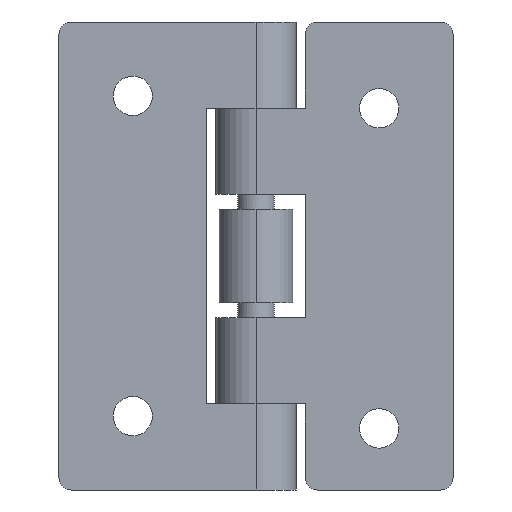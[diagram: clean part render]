
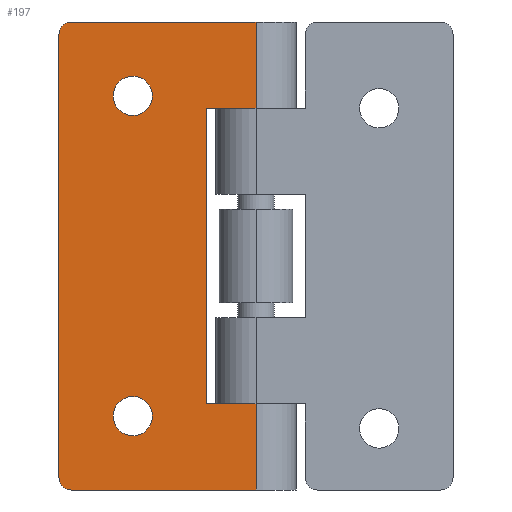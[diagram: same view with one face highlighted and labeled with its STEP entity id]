
A CAD part, front view. The second image highlights one B-rep face of the part: STEP entity #197.
In plain terms, the highlighted planar face has unit normal (0, -1, 0).
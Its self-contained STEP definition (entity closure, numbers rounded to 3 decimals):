
#32 = EDGE_CURVE ( 'NONE', #135, #134, #876, .T. ) ;
#34 = ORIENTED_EDGE ( 'NONE', *, *, #32, .T. ) ;
#35 = ORIENTED_EDGE ( 'NONE', *, *, #133, .T. ) ;
#40 = VERTEX_POINT ( 'NONE', #871 ) ;
#41 = VERTEX_POINT ( 'NONE', #870 ) ;
#76 = EDGE_LOOP ( 'NONE', ( #411, #264, #280, #267, #250, #413, #249, #193, #187, #194 ) ) ;
#77 = EDGE_CURVE ( 'NONE', #105, #211, #905, .T. ) ;
#93 = VERTEX_POINT ( 'NONE', #916 ) ;
#94 = VERTEX_POINT ( 'NONE', #915 ) ;
#105 = VERTEX_POINT ( 'NONE', #951 ) ;
#133 = EDGE_CURVE ( 'NONE', #134, #135, #1118, .T. ) ;
#134 = VERTEX_POINT ( 'NONE', #1113 ) ;
#135 = VERTEX_POINT ( 'NONE', #1112 ) ;
#138 = EDGE_CURVE ( 'NONE', #93, #94, #1111, .T. ) ;
#149 = VERTEX_POINT ( 'NONE', #1017 ) ;
#179 = EDGE_CURVE ( 'NONE', #370, #40, #1094, .T. ) ;
#187 = ORIENTED_EDGE ( 'NONE', *, *, #278, .F. ) ;
#188 = EDGE_LOOP ( 'NONE', ( #34, #35 ) ) ;
#192 = EDGE_CURVE ( 'NONE', #282, #149, #1068, .T. ) ;
#193 = ORIENTED_EDGE ( 'NONE', *, *, #77, .F. ) ;
#194 = ORIENTED_EDGE ( 'NONE', *, *, #409, .T. ) ;
#197 = ADVANCED_FACE ( 'NONE', ( #1158, #1157, #1156 ), #1155, .F. ) ;
#198 = EDGE_LOOP ( 'NONE', ( #360, #362 ) ) ;
#209 = VERTEX_POINT ( 'NONE', #1138 ) ;
#211 = VERTEX_POINT ( 'NONE', #1136 ) ;
#249 = ORIENTED_EDGE ( 'NONE', *, *, #281, .T. ) ;
#250 = ORIENTED_EDGE ( 'NONE', *, *, #192, .T. ) ;
#264 = ORIENTED_EDGE ( 'NONE', *, *, #179, .T. ) ;
#267 = ORIENTED_EDGE ( 'NONE', *, *, #357, .F. ) ;
#268 = VERTEX_POINT ( 'NONE', #2536 ) ;
#278 = EDGE_CURVE ( 'NONE', #209, #105, #2405, .T. ) ;
#280 = ORIENTED_EDGE ( 'NONE', *, *, #284, .T. ) ;
#281 = EDGE_CURVE ( 'NONE', #348, #211, #2401, .T. ) ;
#282 = VERTEX_POINT ( 'NONE', #2397 ) ;
#284 = EDGE_CURVE ( 'NONE', #40, #41, #2396, .T. ) ;
#348 = VERTEX_POINT ( 'NONE', #2518 ) ;
#357 = EDGE_CURVE ( 'NONE', #282, #41, #2507, .T. ) ;
#360 = ORIENTED_EDGE ( 'NONE', *, *, #361, .T. ) ;
#361 = EDGE_CURVE ( 'NONE', #94, #93, #1366, .T. ) ;
#362 = ORIENTED_EDGE ( 'NONE', *, *, #138, .T. ) ;
#370 = VERTEX_POINT ( 'NONE', #1370 ) ;
#401 = EDGE_CURVE ( 'NONE', #268, #370, #1181, .T. ) ;
#409 = EDGE_CURVE ( 'NONE', #209, #268, #1190, .T. ) ;
#411 = ORIENTED_EDGE ( 'NONE', *, *, #401, .T. ) ;
#412 = EDGE_CURVE ( 'NONE', #149, #348, #1191, .T. ) ;
#413 = ORIENTED_EDGE ( 'NONE', *, *, #412, .T. ) ;
#870 = CARTESIAN_POINT ( 'NONE',  ( 0., -3.25, -19. ) ) ;
#871 = CARTESIAN_POINT ( 'NONE',  ( -15., -3.25, -19. ) ) ;
#872 = DIRECTION ( 'NONE',  ( -1., 0., 0. ) ) ;
#873 = DIRECTION ( 'NONE',  ( 0., 1., 0. ) ) ;
#874 = CARTESIAN_POINT ( 'NONE',  ( -10., -3.25, -13. ) ) ;
#875 = AXIS2_PLACEMENT_3D ( 'NONE', #874, #873, #872 ) ;
#876 = CIRCLE ( 'NONE', #875, 1.6 ) ;
#902 = DIRECTION ( 'NONE',  ( 0., 0., -1. ) ) ;
#903 = VECTOR ( 'NONE', #902, 1000. ) ;
#904 = CARTESIAN_POINT ( 'NONE',  ( 0., -3.25, 19. ) ) ;
#905 = LINE ( 'NONE', #904, #903 ) ;
#915 = CARTESIAN_POINT ( 'NONE',  ( -11.6, -3.25, 13. ) ) ;
#916 = CARTESIAN_POINT ( 'NONE',  ( -8.4, -3.25, 13. ) ) ;
#951 = CARTESIAN_POINT ( 'NONE',  ( 0., -3.25, 19. ) ) ;
#1017 = CARTESIAN_POINT ( 'NONE',  ( -4., -3.25, -12. ) ) ;
#1065 = DIRECTION ( 'NONE',  ( -1., 0., 0. ) ) ;
#1066 = VECTOR ( 'NONE', #1065, 1000. ) ;
#1067 = CARTESIAN_POINT ( 'NONE',  ( 0., -3.25, -12. ) ) ;
#1068 = LINE ( 'NONE', #1067, #1066 ) ;
#1090 = DIRECTION ( 'NONE',  ( -1., 0., 0. ) ) ;
#1091 = DIRECTION ( 'NONE',  ( 0., -1., 0. ) ) ;
#1092 = CARTESIAN_POINT ( 'NONE',  ( -15., -3.25, -18. ) ) ;
#1093 = AXIS2_PLACEMENT_3D ( 'NONE', #1092, #1091, #1090 ) ;
#1094 = CIRCLE ( 'NONE', #1093, 1. ) ;
#1107 = DIRECTION ( 'NONE',  ( -1., 0., 0. ) ) ;
#1108 = DIRECTION ( 'NONE',  ( 0., 1., 0. ) ) ;
#1109 = CARTESIAN_POINT ( 'NONE',  ( -10., -3.25, 13. ) ) ;
#1110 = AXIS2_PLACEMENT_3D ( 'NONE', #1109, #1108, #1107 ) ;
#1111 = CIRCLE ( 'NONE', #1110, 1.6 ) ;
#1112 = CARTESIAN_POINT ( 'NONE',  ( -11.6, -3.25, -13. ) ) ;
#1113 = CARTESIAN_POINT ( 'NONE',  ( -8.4, -3.25, -13. ) ) ;
#1114 = DIRECTION ( 'NONE',  ( -1., 0., 0. ) ) ;
#1115 = DIRECTION ( 'NONE',  ( 0., 1., 0. ) ) ;
#1116 = CARTESIAN_POINT ( 'NONE',  ( -10., -3.25, -13. ) ) ;
#1117 = AXIS2_PLACEMENT_3D ( 'NONE', #1116, #1115, #1114 ) ;
#1118 = CIRCLE ( 'NONE', #1117, 1.6 ) ;
#1136 = CARTESIAN_POINT ( 'NONE',  ( 0., -3.25, 12. ) ) ;
#1138 = CARTESIAN_POINT ( 'NONE',  ( -15., -3.25, 19. ) ) ;
#1151 = DIRECTION ( 'NONE',  ( -1., 0., 0. ) ) ;
#1152 = DIRECTION ( 'NONE',  ( 0., 1., 0. ) ) ;
#1153 = CARTESIAN_POINT ( 'NONE',  ( 0., -3.25, 19. ) ) ;
#1154 = AXIS2_PLACEMENT_3D ( 'NONE', #1153, #1152, #1151 ) ;
#1155 = PLANE ( 'NONE',  #1154 ) ;
#1156 = FACE_OUTER_BOUND ( 'NONE', #76, .T. ) ;
#1157 = FACE_BOUND ( 'NONE', #188, .T. ) ;
#1158 = FACE_BOUND ( 'NONE', #198, .T. ) ;
#1166 = DIRECTION ( 'NONE',  ( 0., 0., 1. ) ) ;
#1167 = VECTOR ( 'NONE', #1166, 1000. ) ;
#1168 = CARTESIAN_POINT ( 'NONE',  ( -4., -3.25, 19. ) ) ;
#1178 = DIRECTION ( 'NONE',  ( 0., 1., 0. ) ) ;
#1179 = CARTESIAN_POINT ( 'NONE',  ( -10., -3.25, 13. ) ) ;
#1180 = AXIS2_PLACEMENT_3D ( 'NONE', #1179, #1178, #1227 ) ;
#1181 = LINE ( 'NONE', #1365, #1364 ) ;
#1186 = DIRECTION ( 'NONE',  ( -1., 0., 0. ) ) ;
#1187 = DIRECTION ( 'NONE',  ( 0., -1., 0. ) ) ;
#1188 = CARTESIAN_POINT ( 'NONE',  ( -15., -3.25, 18. ) ) ;
#1189 = AXIS2_PLACEMENT_3D ( 'NONE', #1188, #1187, #1186 ) ;
#1190 = CIRCLE ( 'NONE', #1189, 1. ) ;
#1191 = LINE ( 'NONE', #1168, #1167 ) ;
#1227 = DIRECTION ( 'NONE',  ( -1., 0., 0. ) ) ;
#1363 = DIRECTION ( 'NONE',  ( 0., 0., -1. ) ) ;
#1364 = VECTOR ( 'NONE', #1363, 1000. ) ;
#1365 = CARTESIAN_POINT ( 'NONE',  ( -16., -3.25, 19. ) ) ;
#1366 = CIRCLE ( 'NONE', #1180, 1.6 ) ;
#1370 = CARTESIAN_POINT ( 'NONE',  ( -16., -3.25, -18. ) ) ;
#2393 = DIRECTION ( 'NONE',  ( 1., 0., 0. ) ) ;
#2394 = VECTOR ( 'NONE', #2393, 1000. ) ;
#2395 = CARTESIAN_POINT ( 'NONE',  ( 0., -3.25, -19. ) ) ;
#2396 = LINE ( 'NONE', #2395, #2394 ) ;
#2397 = CARTESIAN_POINT ( 'NONE',  ( 0., -3.25, -12. ) ) ;
#2398 = DIRECTION ( 'NONE',  ( 1., 0., 0. ) ) ;
#2399 = VECTOR ( 'NONE', #2398, 1000. ) ;
#2400 = CARTESIAN_POINT ( 'NONE',  ( 0., -3.25, 12. ) ) ;
#2401 = LINE ( 'NONE', #2400, #2399 ) ;
#2402 = DIRECTION ( 'NONE',  ( 1., 0., 0. ) ) ;
#2403 = VECTOR ( 'NONE', #2402, 1000. ) ;
#2404 = CARTESIAN_POINT ( 'NONE',  ( 0., -3.25, 19. ) ) ;
#2405 = LINE ( 'NONE', #2404, #2403 ) ;
#2504 = DIRECTION ( 'NONE',  ( 0., 0., -1. ) ) ;
#2505 = VECTOR ( 'NONE', #2504, 1000. ) ;
#2506 = CARTESIAN_POINT ( 'NONE',  ( 0., -3.25, 19. ) ) ;
#2507 = LINE ( 'NONE', #2506, #2505 ) ;
#2518 = CARTESIAN_POINT ( 'NONE',  ( -4., -3.25, 12. ) ) ;
#2536 = CARTESIAN_POINT ( 'NONE',  ( -16., -3.25, 18. ) ) ;
